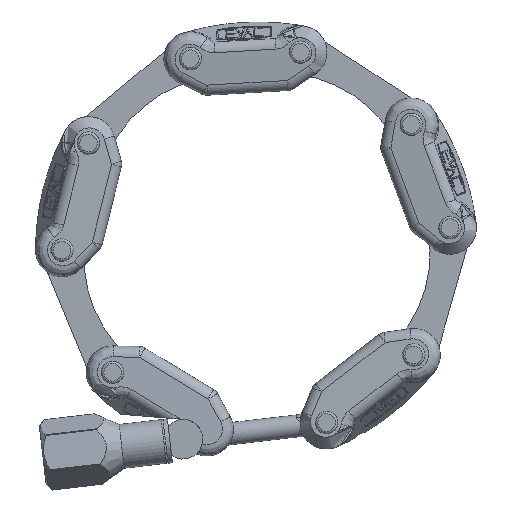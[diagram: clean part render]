
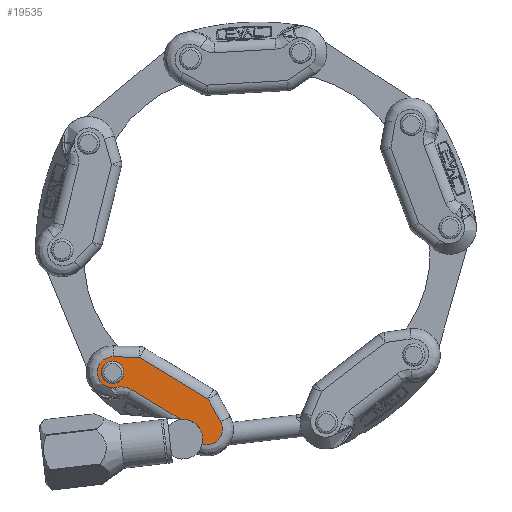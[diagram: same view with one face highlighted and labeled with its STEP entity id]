
A CAD part, left-side view. The second image highlights one B-rep face of the part: STEP entity #19535.
In plain terms, the highlighted face is planar.
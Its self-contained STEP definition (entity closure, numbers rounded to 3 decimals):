
#2218=LINE('',#37692,#3638);
#2219=LINE('',#37696,#3639);
#2220=LINE('',#37697,#3640);
#2221=LINE('',#37698,#3641);
#2222=LINE('',#37699,#3642);
#3638=VECTOR('',#27282,1000.);
#3639=VECTOR('',#27285,1000.);
#3640=VECTOR('',#27286,1000.);
#3641=VECTOR('',#27287,1000.);
#3642=VECTOR('',#27288,1000.);
#5013=PLANE('',#21804);
#5112=ELLIPSE('',#21805,2.55,2.55);
#5113=ELLIPSE('',#21806,4.501,4.5);
#10146=ORIENTED_EDGE('',*,*,#13574,.F.);
#10147=ORIENTED_EDGE('',*,*,#13575,.T.);
#10148=ORIENTED_EDGE('',*,*,#13576,.T.);
#10149=ORIENTED_EDGE('',*,*,#13553,.F.);
#10150=ORIENTED_EDGE('',*,*,#13577,.F.);
#10151=ORIENTED_EDGE('',*,*,#13578,.F.);
#10152=ORIENTED_EDGE('',*,*,#13579,.F.);
#10153=ORIENTED_EDGE('',*,*,#13381,.F.);
#10154=ORIENTED_EDGE('',*,*,#13384,.F.);
#10155=ORIENTED_EDGE('',*,*,#13580,.F.);
#13381=EDGE_CURVE('',#15305,#15301,#15790,.F.);
#13384=EDGE_CURVE('',#15307,#15305,#15793,.T.);
#13553=EDGE_CURVE('',#15412,#15407,#15870,.F.);
#13574=EDGE_CURVE('',#15418,#15418,#5112,.T.);
#13575=EDGE_CURVE('',#15419,#15420,#2218,.T.);
#13576=EDGE_CURVE('',#15420,#15407,#5113,.T.);
#13577=EDGE_CURVE('',#15314,#15412,#2219,.T.);
#13578=EDGE_CURVE('',#15313,#15314,#2220,.T.);
#13579=EDGE_CURVE('',#15301,#15313,#2221,.T.);
#13580=EDGE_CURVE('',#15419,#15307,#2222,.T.);
#15301=VERTEX_POINT('',#36516);
#15305=VERTEX_POINT('',#36545);
#15307=VERTEX_POINT('',#36587);
#15313=VERTEX_POINT('',#36611);
#15314=VERTEX_POINT('',#36615);
#15407=VERTEX_POINT('',#37629);
#15412=VERTEX_POINT('',#37655);
#15418=VERTEX_POINT('',#37691);
#15419=VERTEX_POINT('',#37693);
#15420=VERTEX_POINT('',#37694);
#15790=B_SPLINE_CURVE_WITH_KNOTS('',3,(#36546,#36547,#36548,#36549,#36550,
#36551,#36552),.UNSPECIFIED.,.F.,.F.,(4,1,1,1,4),(0.,0.25,0.5,0.75,1.),
 .UNSPECIFIED.);
#15793=B_SPLINE_CURVE_WITH_KNOTS('',3,(#36588,#36589,#36590,#36591,#36592,
#36593,#36594,#36595,#36596,#36597),.UNSPECIFIED.,.F.,.F.,(4,2,2,2,4),(0.,
0.045,0.117,0.233,0.361),
 .UNSPECIFIED.);
#15870=B_SPLINE_CURVE_WITH_KNOTS('',3,(#37656,#37657,#37658,#37659,#37660,
#37661,#37662),.UNSPECIFIED.,.F.,.F.,(4,1,1,1,4),(0.,0.25,0.5,0.75,1.),
 .UNSPECIFIED.);
#16978=EDGE_LOOP('',(#10146));
#16979=EDGE_LOOP('',(#10147,#10148,#10149,#10150,#10151,#10152,#10153,#10154,
#10155));
#18244=FACE_BOUND('',#16978,.T.);
#18245=FACE_BOUND('',#16979,.T.);
#19535=ADVANCED_FACE('',(#18244,#18245),#5013,.T.);
#21804=AXIS2_PLACEMENT_3D('',#37689,#27278,#27279);
#21805=AXIS2_PLACEMENT_3D('',#37690,#27280,#27281);
#21806=AXIS2_PLACEMENT_3D('',#37695,#27283,#27284);
#27278=DIRECTION('',(1.,0.,-0.017));
#27279=DIRECTION('',(-0.017,0.,-1.));
#27280=DIRECTION('',(1.,0.,-0.017));
#27281=DIRECTION('',(-0.017,0.,-1.));
#27282=DIRECTION('',(-0.008,-0.895,-0.446));
#27283=DIRECTION('',(-1.,0.,0.017));
#27284=DIRECTION('',(0.017,0.,1.));
#27285=DIRECTION('',(0.009,-0.866,0.5));
#27286=DIRECTION('',(0.,-1.,0.));
#27287=DIRECTION('',(-0.009,-0.866,-0.5));
#27288=DIRECTION('',(0.,1.,0.));
#36516=CARTESIAN_POINT('',(9.623,14.25,-0.57));
#36545=CARTESIAN_POINT('',(9.721,10.158,5.062));
#36546=CARTESIAN_POINT('',(9.623,14.25,-0.57));
#36547=CARTESIAN_POINT('',(9.631,15.099,-0.08));
#36548=CARTESIAN_POINT('',(9.662,16.345,1.642));
#36549=CARTESIAN_POINT('',(9.716,15.684,4.774));
#36550=CARTESIAN_POINT('',(9.744,12.909,6.371));
#36551=CARTESIAN_POINT('',(9.733,10.888,5.719));
#36552=CARTESIAN_POINT('',(9.721,10.158,5.062));
#36587=CARTESIAN_POINT('',(9.696,6.905,3.636));
#36588=CARTESIAN_POINT('',(9.696,6.905,3.636));
#36589=CARTESIAN_POINT('',(9.696,7.055,3.636));
#36590=CARTESIAN_POINT('',(9.697,7.206,3.646));
#36591=CARTESIAN_POINT('',(9.697,7.597,3.695));
#36592=CARTESIAN_POINT('',(9.698,7.835,3.748));
#36593=CARTESIAN_POINT('',(9.702,8.435,3.935));
#36594=CARTESIAN_POINT('',(9.704,8.787,4.097));
#36595=CARTESIAN_POINT('',(9.712,9.493,4.514));
#36596=CARTESIAN_POINT('',(9.716,9.841,4.776));
#36597=CARTESIAN_POINT('',(9.721,10.158,5.062));
#36611=CARTESIAN_POINT('',(9.571,9.099,-3.544));
#36615=CARTESIAN_POINT('',(9.571,-9.099,-3.544));
#37629=CARTESIAN_POINT('',(9.735,-13.297,5.869));
#37655=CARTESIAN_POINT('',(9.623,-14.25,-0.57));
#37656=CARTESIAN_POINT('',(9.735,-13.297,5.869));
#37657=CARTESIAN_POINT('',(9.733,-13.98,5.709));
#37658=CARTESIAN_POINT('',(9.72,-15.23,4.977));
#37659=CARTESIAN_POINT('',(9.685,-16.175,3.005));
#37660=CARTESIAN_POINT('',(9.648,-15.842,0.844));
#37661=CARTESIAN_POINT('',(9.629,-14.858,-0.219));
#37662=CARTESIAN_POINT('',(9.623,-14.25,-0.57));
#37689=CARTESIAN_POINT('',(9.528,0.,-6.));
#37690=CARTESIAN_POINT('',(9.677,12.5,2.505));
#37691=CARTESIAN_POINT('',(9.632,12.5,-0.045));
#37692=CARTESIAN_POINT('',(9.696,-6.072,3.636));
#37693=CARTESIAN_POINT('',(9.696,-6.072,3.636));
#37694=CARTESIAN_POINT('',(9.688,-6.992,3.178));
#37695=CARTESIAN_POINT('',(9.759,-9.,7.205));
#37696=CARTESIAN_POINT('',(9.571,-9.099,-3.544));
#37697=CARTESIAN_POINT('',(9.571,9.099,-3.544));
#37698=CARTESIAN_POINT('',(9.623,14.25,-0.57));
#37699=CARTESIAN_POINT('',(9.696,-6.072,3.636));
